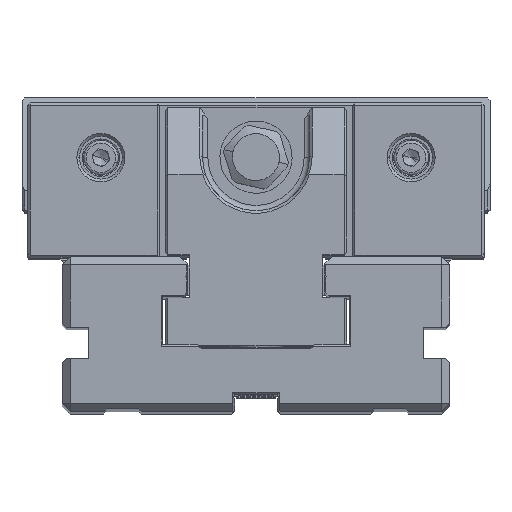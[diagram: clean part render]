
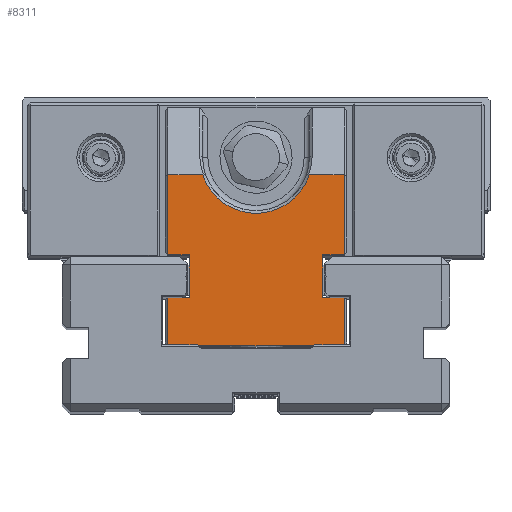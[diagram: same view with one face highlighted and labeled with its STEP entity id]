
A CAD part, top view. The second image highlights one B-rep face of the part: STEP entity #8311.
In plain terms, the highlighted planar face has unit normal (0, 0, 1).
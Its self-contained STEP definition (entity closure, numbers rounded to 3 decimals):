
#2370 = ORIENTED_EDGE ( 'NONE', *, *, #39576, .T. ) ;
#2371 = ORIENTED_EDGE ( 'NONE', *, *, #39577, .T. ) ;
#2372 = ORIENTED_EDGE ( 'NONE', *, *, #39530, .T. ) ;
#2373 = ORIENTED_EDGE ( 'NONE', *, *, #39578, .T. ) ;
#2374 = ORIENTED_EDGE ( 'NONE', *, *, #39579, .F. ) ;
#2375 = ORIENTED_EDGE ( 'NONE', *, *, #39580, .F. ) ;
#2376 = ORIENTED_EDGE ( 'NONE', *, *, #39581, .F. ) ;
#2377 = ORIENTED_EDGE ( 'NONE', *, *, #39582, .T. ) ;
#2378 = ORIENTED_EDGE ( 'NONE', *, *, #39560, .T. ) ;
#2379 = ORIENTED_EDGE ( 'NONE', *, *, #39583, .T. ) ;
#2380 = ORIENTED_EDGE ( 'NONE', *, *, #39584, .F. ) ;
#2381 = ORIENTED_EDGE ( 'NONE', *, *, #39585, .F. ) ;
#2382 = ORIENTED_EDGE ( 'NONE', *, *, #39586, .F. ) ;
#2383 = ORIENTED_EDGE ( 'NONE', *, *, #39587, .T. ) ;
#7536 = EDGE_LOOP ( 'NONE', ( #2370, #2371, #2372, #2373, #2374, #2375, #2376, #2377, #2378, #2379, #2380, #2381, #2382, #2383 ) ) ;
#7984 = VERTEX_POINT ( 'NONE', #17891 ) ;
#7988 = VERTEX_POINT ( 'NONE', #17895 ) ;
#7992 = VERTEX_POINT ( 'NONE', #17899 ) ;
#8010 = VERTEX_POINT ( 'NONE', #17917 ) ;
#8011 = VERTEX_POINT ( 'NONE', #17918 ) ;
#8014 = VERTEX_POINT ( 'NONE', #17921 ) ;
#8015 = VERTEX_POINT ( 'NONE', #17922 ) ;
#8019 = VERTEX_POINT ( 'NONE', #17926 ) ;
#8030 = VERTEX_POINT ( 'NONE', #17937 ) ;
#8031 = VERTEX_POINT ( 'NONE', #17938 ) ;
#8032 = VERTEX_POINT ( 'NONE', #17939 ) ;
#8033 = VERTEX_POINT ( 'NONE', #17940 ) ;
#8034 = VERTEX_POINT ( 'NONE', #17941 ) ;
#8036 = VERTEX_POINT ( 'NONE', #17943 ) ;
#8311 = ADVANCED_FACE ( 'NONE', ( #18741 ), #21110, .F. ) ;
#17891 = CARTESIAN_POINT ( 'NONE',  ( -19.969, 19.5, 45. ) ) ;
#17895 = CARTESIAN_POINT ( 'NONE',  ( -33., 19.5, 45. ) ) ;
#17899 = CARTESIAN_POINT ( 'NONE',  ( -33., -10.5, 45. ) ) ;
#17917 = CARTESIAN_POINT ( 'NONE',  ( -33., -44.5, 45. ) ) ;
#17918 = CARTESIAN_POINT ( 'NONE',  ( 33., 19.5, 45. ) ) ;
#17921 = CARTESIAN_POINT ( 'NONE',  ( 33., -44.5, 45. ) ) ;
#17922 = CARTESIAN_POINT ( 'NONE',  ( -33., -26.5, 45. ) ) ;
#17926 = CARTESIAN_POINT ( 'NONE',  ( 19.969, 19.5, 45. ) ) ;
#17937 = CARTESIAN_POINT ( 'NONE',  ( 33., -26.5, 45. ) ) ;
#17938 = CARTESIAN_POINT ( 'NONE',  ( -25., -26.5, 45. ) ) ;
#17939 = CARTESIAN_POINT ( 'NONE',  ( -25., -10.5, 45. ) ) ;
#17940 = CARTESIAN_POINT ( 'NONE',  ( 25., -10.5, 45. ) ) ;
#17941 = CARTESIAN_POINT ( 'NONE',  ( 33., -10.5, 45. ) ) ;
#17943 = CARTESIAN_POINT ( 'NONE',  ( 25., -26.5, 45. ) ) ;
#18741 = FACE_OUTER_BOUND ( 'NONE', #7536, .T. ) ;
#19442 = AXIS2_PLACEMENT_3D ( 'NONE', #21112, #21116, #21117 ) ;
#20621 = AXIS2_PLACEMENT_3D ( 'NONE', #33222, #33223, #33224 ) ;
#21110 = PLANE ( 'NONE',  #19442 ) ;
#21112 = CARTESIAN_POINT ( 'NONE',  ( -34., 44.5, 45. ) ) ;
#21116 = DIRECTION ( 'NONE',  ( 0., 0., -1. ) ) ;
#21117 = DIRECTION ( 'NONE',  ( -1., 0., 0. ) ) ;
#31127 = LINE ( 'NONE', #33116, #31129 ) ;
#31129 = VECTOR ( 'NONE', #33118, 1000. ) ;
#31187 = LINE ( 'NONE', #33176, #31189 ) ;
#31189 = VECTOR ( 'NONE', #33173, 1000. ) ;
#31202 = LINE ( 'NONE', #33221, #31252 ) ;
#31237 = LINE ( 'NONE', #33218, #31242 ) ;
#31240 = CIRCLE ( 'NONE', #20621, 21. ) ;
#31242 = VECTOR ( 'NONE', #33219, 1000. ) ;
#31243 = LINE ( 'NONE', #33195, #31247 ) ;
#31245 = LINE ( 'NONE', #33225, #31249 ) ;
#31247 = VECTOR ( 'NONE', #33189, 1000. ) ;
#31248 = LINE ( 'NONE', #33220, #31256 ) ;
#31249 = VECTOR ( 'NONE', #33227, 1000. ) ;
#31251 = LINE ( 'NONE', #33226, #31259 ) ;
#31252 = VECTOR ( 'NONE', #33228, 1000. ) ;
#31254 = LINE ( 'NONE', #33229, #31266 ) ;
#31256 = VECTOR ( 'NONE', #33230, 1000. ) ;
#31257 = LINE ( 'NONE', #33233, #31262 ) ;
#31259 = VECTOR ( 'NONE', #33232, 1000. ) ;
#31261 = LINE ( 'NONE', #33235, #31264 ) ;
#31262 = VECTOR ( 'NONE', #33234, 1000. ) ;
#31263 = LINE ( 'NONE', #33231, #31268 ) ;
#31264 = VECTOR ( 'NONE', #33237, 1000. ) ;
#31265 = LINE ( 'NONE', #33236, #31271 ) ;
#31266 = VECTOR ( 'NONE', #33238, 1000. ) ;
#31268 = VECTOR ( 'NONE', #33240, 1000. ) ;
#31271 = VECTOR ( 'NONE', #33242, 1000. ) ;
#33116 = CARTESIAN_POINT ( 'NONE',  ( 34., 19.5, 45. ) ) ;
#33118 = DIRECTION ( 'NONE',  ( -1., 0., 0. ) ) ;
#33173 = DIRECTION ( 'NONE',  ( 1., 0., 0. ) ) ;
#33176 = CARTESIAN_POINT ( 'NONE',  ( -34., -44.5, 45. ) ) ;
#33189 = DIRECTION ( 'NONE',  ( 0., -1., 0. ) ) ;
#33195 = CARTESIAN_POINT ( 'NONE',  ( -33., -10.5, 45. ) ) ;
#33218 = CARTESIAN_POINT ( 'NONE',  ( 34., 19.5, 45. ) ) ;
#33219 = DIRECTION ( 'NONE',  ( -1., 0., 0. ) ) ;
#33220 = CARTESIAN_POINT ( 'NONE',  ( -34., -26.5, 45. ) ) ;
#33221 = CARTESIAN_POINT ( 'NONE',  ( -25., -10.5, 45. ) ) ;
#33222 = CARTESIAN_POINT ( 'NONE',  ( 0., 26., 45. ) ) ;
#33223 = DIRECTION ( 'NONE',  ( 0., 0., -1. ) ) ;
#33224 = DIRECTION ( 'NONE',  ( -1., 0., 0. ) ) ;
#33225 = CARTESIAN_POINT ( 'NONE',  ( -34., -10.5, 45. ) ) ;
#33226 = CARTESIAN_POINT ( 'NONE',  ( -33., -44.5, 45. ) ) ;
#33227 = DIRECTION ( 'NONE',  ( -1., 0., 0. ) ) ;
#33228 = DIRECTION ( 'NONE',  ( 0., 1., 0. ) ) ;
#33229 = CARTESIAN_POINT ( 'NONE',  ( 25., -10.5, 45. ) ) ;
#33230 = DIRECTION ( 'NONE',  ( 1., 0., 0. ) ) ;
#33231 = CARTESIAN_POINT ( 'NONE',  ( 34., -10.5, 45. ) ) ;
#33232 = DIRECTION ( 'NONE',  ( 0., -1., 0. ) ) ;
#33233 = CARTESIAN_POINT ( 'NONE',  ( 33., -26.5, 45. ) ) ;
#33234 = DIRECTION ( 'NONE',  ( 0., 1., 0. ) ) ;
#33235 = CARTESIAN_POINT ( 'NONE',  ( 34., -26.5, 45. ) ) ;
#33236 = CARTESIAN_POINT ( 'NONE',  ( 33., 19.5, 45. ) ) ;
#33237 = DIRECTION ( 'NONE',  ( 1., 0., 0. ) ) ;
#33238 = DIRECTION ( 'NONE',  ( 0., -1., 0. ) ) ;
#33240 = DIRECTION ( 'NONE',  ( -1., 0., 0. ) ) ;
#33242 = DIRECTION ( 'NONE',  ( 0., 1., 0. ) ) ;
#39530 = EDGE_CURVE ( 'NONE', #7984, #7988, #31127, .T. ) ;
#39560 = EDGE_CURVE ( 'NONE', #8010, #8014, #31187, .T. ) ;
#39576 = EDGE_CURVE ( 'NONE', #8011, #8019, #31237, .T. ) ;
#39577 = EDGE_CURVE ( 'NONE', #8019, #7984, #31240, .T. ) ;
#39578 = EDGE_CURVE ( 'NONE', #7988, #7992, #31243, .T. ) ;
#39579 = EDGE_CURVE ( 'NONE', #8032, #7992, #31245, .T. ) ;
#39580 = EDGE_CURVE ( 'NONE', #8031, #8032, #31202, .T. ) ;
#39581 = EDGE_CURVE ( 'NONE', #8015, #8031, #31248, .T. ) ;
#39582 = EDGE_CURVE ( 'NONE', #8015, #8010, #31251, .T. ) ;
#39583 = EDGE_CURVE ( 'NONE', #8014, #8030, #31257, .T. ) ;
#39584 = EDGE_CURVE ( 'NONE', #8036, #8030, #31261, .T. ) ;
#39585 = EDGE_CURVE ( 'NONE', #8033, #8036, #31254, .T. ) ;
#39586 = EDGE_CURVE ( 'NONE', #8034, #8033, #31263, .T. ) ;
#39587 = EDGE_CURVE ( 'NONE', #8034, #8011, #31265, .T. ) ;
